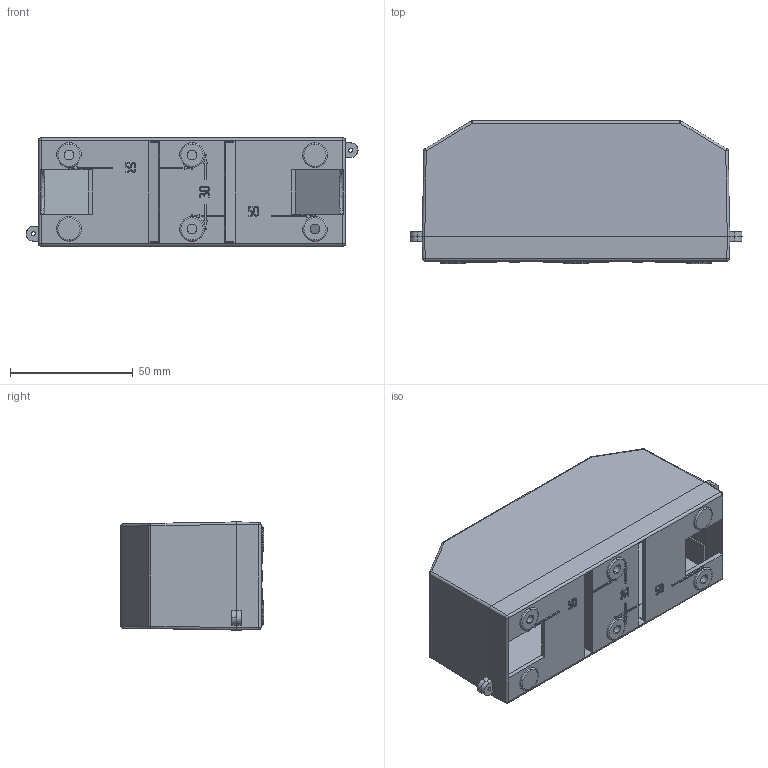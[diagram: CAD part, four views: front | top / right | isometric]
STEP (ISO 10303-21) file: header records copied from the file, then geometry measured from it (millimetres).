
FILE_DESCRIPTION (( 'STEP AP203' ), '1' );
FILE_NAME ('MKP31-N-02-30-252 Áîêñ ÊÌÏí 1_2 äëÿ 1-2-õ àâò.âûêë. íàðóæí. óñò..STEP', '2017-07-28T13:22:43', ( '' ), ( '' ), 'SwSTEP 2.0', 'SolidWorks 2014', '' );
FILE_SCHEMA (( 'CONFIG_CONTROL_DESIGN' ));
Length unit declared in the file: millimetre
Products named in the file (2): MKP31-N-02-30-252 Áîêñ ÊÌÏí 1_2 äëÿ 1-2-õ àâò.âûêë. íàðóæí. óñò.
Bounding box: 135 x 58.2 x 44 mm (x, y, z)
Volume: 49671.8 mm3; surface area: 55566.2 mm2
Topology: 2 solids, 2 shells, 866 faces, 2346 edges, 1538 vertices
Faces by surface type: plane 531, bspline 252, cylinder 38, cone 21, torus 12, sphere 12
Entity records: 35617 total; most frequent: CARTESIAN_POINT 15336, ORIENTED_EDGE 4676, DIRECTION 3184, EDGE_CURVE 2338, LINE 1676, VECTOR 1676, VERTEX_POINT 1538, EDGE_LOOP 954
